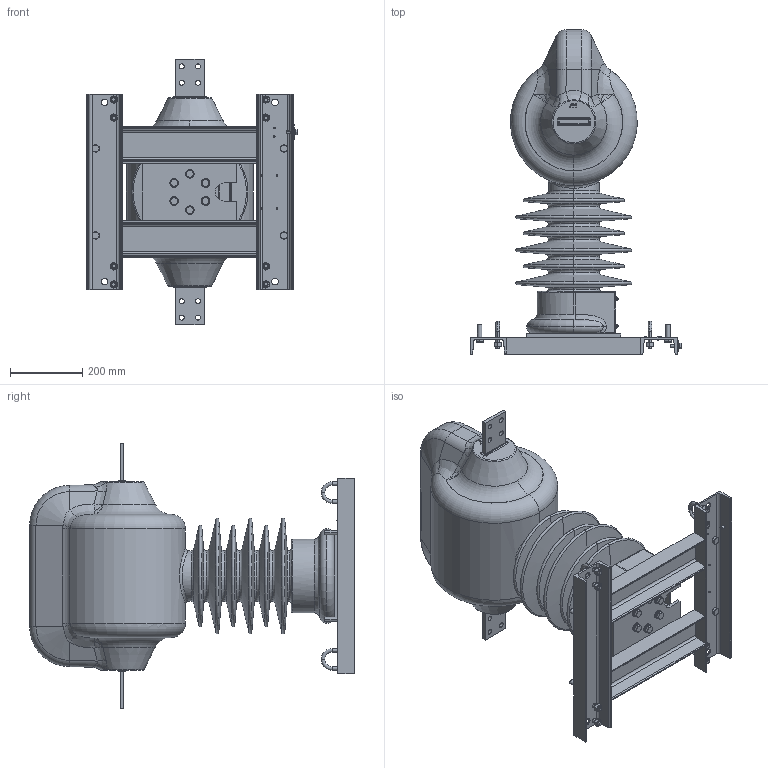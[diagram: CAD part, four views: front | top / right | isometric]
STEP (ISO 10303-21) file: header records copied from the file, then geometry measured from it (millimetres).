
FILE_DESCRIPTION (( 'STEP AP214' ), '1' );
FILE_NAME ('ﾒﾎﾋ-35 III-II-1(III-1; V-4-1; V-5-1) 粨.STEP', '2022-08-04T04:28:29', ( '' ), ( '' ), 'SwSTEP 2.0', 'SolidWorks 2010', '' );
FILE_SCHEMA (( 'AUTOMOTIVE_DESIGN' ));
Length unit declared in the file: millimetre
Products named in the file (1): ﾒﾎﾋ-35 III-II-1(III-1; V-4-1; V-5-1) 粨
Bounding box: 581.9 x 896 x 733 mm (x, y, z)
Volume: 60695689.4 mm3; surface area: 2620814.1 mm2
Topology: 78 solids, 78 shells, 1807 faces, 4277 edges, 2677 vertices
Faces by surface type: plane 736, cylinder 476, cone 314, torus 141, bspline 108, sphere 32
Entity records: 80028 total; most frequent: CARTESIAN_POINT 17642, DIRECTION 8873, ORIENTED_EDGE 8510, EDGE_CURVE 4255, AXIS2_PLACEMENT_3D 3454, VERTEX_POINT 2677, EDGE_LOOP 2036, LINE 1965
